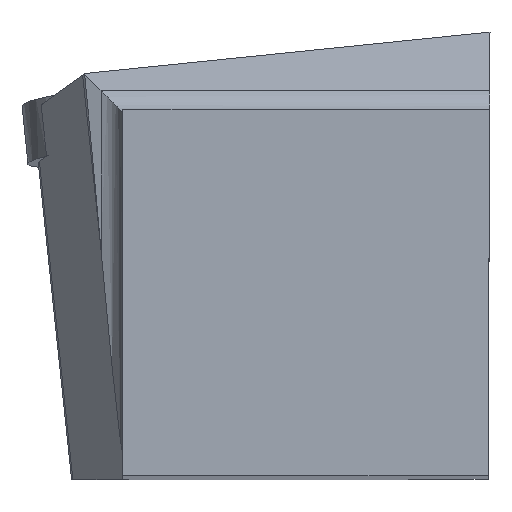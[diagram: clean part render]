
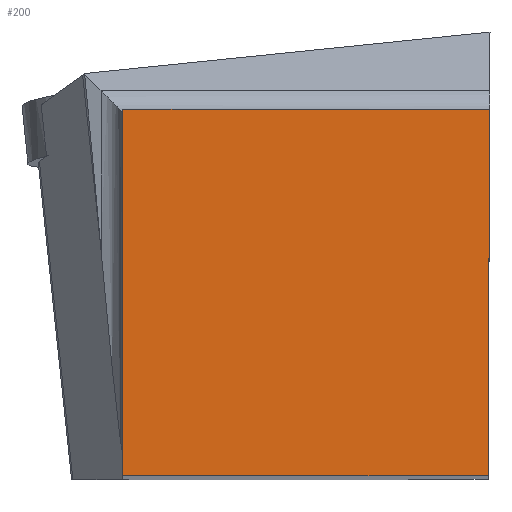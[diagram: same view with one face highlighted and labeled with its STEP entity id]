
A CAD part, top view. The second image highlights one B-rep face of the part: STEP entity #200.
In plain terms, the highlighted planar face has unit normal (0, 0, 1).
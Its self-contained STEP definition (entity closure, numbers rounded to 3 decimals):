
#88=FACE_OUTER_BOUND('',#267,.T.);
#122=LINE('',#838,#152);
#127=LINE('',#852,#157);
#129=LINE('',#859,#159);
#130=LINE('',#861,#160);
#152=VECTOR('',#674,1.);
#157=VECTOR('',#685,1.);
#159=VECTOR('',#695,1.);
#160=VECTOR('',#696,1.);
#200=ADVANCED_FACE('SHANK_FACE_BACK',(#88),#224,.F.);
#224=PLANE('',#588);
#267=EDGE_LOOP('',(#337,#338,#339,#340));
#337=ORIENTED_EDGE('',*,*,#467,.F.);
#338=ORIENTED_EDGE('',*,*,#456,.T.);
#339=ORIENTED_EDGE('',*,*,#463,.T.);
#340=ORIENTED_EDGE('',*,*,#468,.F.);
#415=VERTEX_POINT('',#837);
#416=VERTEX_POINT('',#839);
#421=VERTEX_POINT('',#851);
#423=VERTEX_POINT('',#860);
#456=EDGE_CURVE('',#416,#415,#122,.T.);
#463=EDGE_CURVE('',#415,#421,#127,.T.);
#467=EDGE_CURVE('',#416,#423,#129,.T.);
#468=EDGE_CURVE('',#423,#421,#130,.T.);
#588=AXIS2_PLACEMENT_3D('',#862,#697,#698);
#674=DIRECTION('',(1.,0.,0.));
#685=DIRECTION('',(0.004,1.,0.));
#695=DIRECTION('',(0.,1.,0.));
#696=DIRECTION('',(1.,0.,0.));
#697=DIRECTION('',(0.,0.,-1.));
#698=DIRECTION('',(-0.995,-0.105,0.));
#837=CARTESIAN_POINT('',(-0.087,0.,0.));
#838=CARTESIAN_POINT('',(-27.991,0.,0.));
#839=CARTESIAN_POINT('',(-19.875,0.,0.));
#851=CARTESIAN_POINT('',(0.,19.875,0.));
#852=CARTESIAN_POINT('',(-0.689,-137.944,0.));
#859=CARTESIAN_POINT('',(-19.875,-6.494,0.));
#860=CARTESIAN_POINT('',(-19.875,19.875,0.));
#861=CARTESIAN_POINT('',(-27.991,19.875,0.));
#862=CARTESIAN_POINT('',(0.,0.,
0.));
